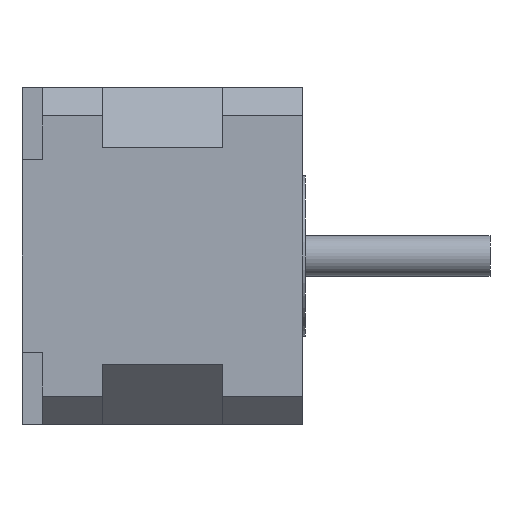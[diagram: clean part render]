
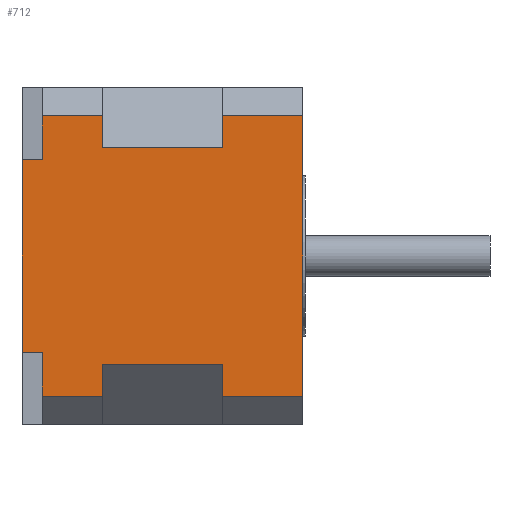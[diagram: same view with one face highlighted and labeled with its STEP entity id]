
A CAD part, left-side view. The second image highlights one B-rep face of the part: STEP entity #712.
In plain terms, the highlighted planar face has unit normal (-1, 0, 0).
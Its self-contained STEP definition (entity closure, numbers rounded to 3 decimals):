
#6 = EDGE_CURVE ( 'NONE', #645, #834, #1444, .T. ) ;
#13 = LINE ( 'NONE', #671, #512 ) ;
#50 = CARTESIAN_POINT ( 'NONE',  ( -21., 35., -12. ) ) ;
#66 = CARTESIAN_POINT ( 'NONE',  ( -21., 10., -17.464 ) ) ;
#74 = ORIENTED_EDGE ( 'NONE', *, *, #171, .F. ) ;
#85 = FACE_OUTER_BOUND ( 'NONE', #545, .T. ) ;
#100 = LINE ( 'NONE', #792, #377 ) ;
#101 = DIRECTION ( 'NONE',  ( 0., 0., 1. ) ) ;
#128 = EDGE_CURVE ( 'NONE', #2047, #1225, #1306, .T. ) ;
#134 = ORIENTED_EDGE ( 'NONE', *, *, #128, .T. ) ;
#171 = EDGE_CURVE ( 'NONE', #1900, #1523, #501, .T. ) ;
#180 = DIRECTION ( 'NONE',  ( 0., 0., 1. ) ) ;
#208 = DIRECTION ( 'NONE',  ( 0., 0., 1. ) ) ;
#209 = ORIENTED_EDGE ( 'NONE', *, *, #998, .F. ) ;
#227 = EDGE_CURVE ( 'NONE', #1129, #702, #1179, .T. ) ;
#281 = CARTESIAN_POINT ( 'NONE',  ( -21., 0., 17.464 ) ) ;
#307 = AXIS2_PLACEMENT_3D ( 'NONE', #1398, #397, #561 ) ;
#316 = DIRECTION ( 'NONE',  ( 0., 0., 1. ) ) ;
#322 = CARTESIAN_POINT ( 'NONE',  ( -21., 32.5, -12. ) ) ;
#347 = VECTOR ( 'NONE', #1839, 1000. ) ;
#357 = LINE ( 'NONE', #1156, #1501 ) ;
#377 = VECTOR ( 'NONE', #316, 1000. ) ;
#397 = DIRECTION ( 'NONE',  ( 1., 0., 0. ) ) ;
#431 = LINE ( 'NONE', #1644, #1286 ) ;
#459 = ORIENTED_EDGE ( 'NONE', *, *, #771, .F. ) ;
#471 = CARTESIAN_POINT ( 'NONE',  ( -21., 32.5, 17.464 ) ) ;
#473 = CARTESIAN_POINT ( 'NONE',  ( -21., 25., 17.464 ) ) ;
#501 = LINE ( 'NONE', #1673, #750 ) ;
#512 = VECTOR ( 'NONE', #1346, 1000. ) ;
#515 = VECTOR ( 'NONE', #737, 1000. ) ;
#545 = EDGE_LOOP ( 'NONE', ( #459, #1394, #785, #1322, #74, #1704, #724, #1623, #598, #1089, #1758, #1383, #1372, #636, #134, #209 ) ) ;
#561 = DIRECTION ( 'NONE',  ( 0., 0., -1. ) ) ;
#598 = ORIENTED_EDGE ( 'NONE', *, *, #1453, .F. ) ;
#628 = EDGE_CURVE ( 'NONE', #2047, #1388, #1506, .T. ) ;
#636 = ORIENTED_EDGE ( 'NONE', *, *, #628, .F. ) ;
#645 = VERTEX_POINT ( 'NONE', #1078 ) ;
#671 = CARTESIAN_POINT ( 'NONE',  ( -21., 10., -17.464 ) ) ;
#675 = VERTEX_POINT ( 'NONE', #1240 ) ;
#687 = CARTESIAN_POINT ( 'NONE',  ( -21., 10., 13.5 ) ) ;
#702 = VERTEX_POINT ( 'NONE', #1722 ) ;
#712 = ADVANCED_FACE ( 'NONE', ( #85 ), #757, .F. ) ;
#724 = ORIENTED_EDGE ( 'NONE', *, *, #1845, .T. ) ;
#737 = DIRECTION ( 'NONE',  ( 0., 1., 0. ) ) ;
#750 = VECTOR ( 'NONE', #1316, 1000. ) ;
#757 = PLANE ( 'NONE',  #307 ) ;
#771 = EDGE_CURVE ( 'NONE', #1193, #1828, #431, .T. ) ;
#774 = DIRECTION ( 'NONE',  ( 0., -1., 0. ) ) ;
#785 = ORIENTED_EDGE ( 'NONE', *, *, #814, .F. ) ;
#792 = CARTESIAN_POINT ( 'NONE',  ( -21., 35., -17.464 ) ) ;
#805 = VERTEX_POINT ( 'NONE', #281 ) ;
#814 = EDGE_CURVE ( 'NONE', #1056, #1709, #100, .T. ) ;
#816 = DIRECTION ( 'NONE',  ( 0., 0., 1. ) ) ;
#828 = VECTOR ( 'NONE', #1266, 1000. ) ;
#834 = VERTEX_POINT ( 'NONE', #1975 ) ;
#839 = CARTESIAN_POINT ( 'NONE',  ( -21., 25., 13.5 ) ) ;
#894 = VECTOR ( 'NONE', #774, 1000. ) ;
#971 = VECTOR ( 'NONE', #180, 1000. ) ;
#988 = DIRECTION ( 'NONE',  ( 0., 1., 0. ) ) ;
#998 = EDGE_CURVE ( 'NONE', #1828, #1225, #357, .T. ) ;
#1011 = LINE ( 'NONE', #2161, #347 ) ;
#1035 = EDGE_CURVE ( 'NONE', #1388, #675, #13, .T. ) ;
#1056 = VERTEX_POINT ( 'NONE', #50 ) ;
#1073 = VECTOR ( 'NONE', #208, 1000. ) ;
#1078 = CARTESIAN_POINT ( 'NONE',  ( -21., 10., -17.464 ) ) ;
#1082 = CARTESIAN_POINT ( 'NONE',  ( -21., 25., -13.5 ) ) ;
#1089 = ORIENTED_EDGE ( 'NONE', *, *, #6, .T. ) ;
#1123 = DIRECTION ( 'NONE',  ( 0., 0., 1. ) ) ;
#1129 = VERTEX_POINT ( 'NONE', #1082 ) ;
#1156 = CARTESIAN_POINT ( 'NONE',  ( -21., 35., 17.464 ) ) ;
#1179 = LINE ( 'NONE', #1531, #1281 ) ;
#1187 = VECTOR ( 'NONE', #101, 1000. ) ;
#1193 = VERTEX_POINT ( 'NONE', #2094 ) ;
#1197 = DIRECTION ( 'NONE',  ( 0., -1., 0. ) ) ;
#1198 = DIRECTION ( 'NONE',  ( 0., -1., 0. ) ) ;
#1209 = LINE ( 'NONE', #1354, #1472 ) ;
#1225 = VERTEX_POINT ( 'NONE', #473 ) ;
#1226 = CARTESIAN_POINT ( 'NONE',  ( -21., 32.5, -12. ) ) ;
#1240 = CARTESIAN_POINT ( 'NONE',  ( -21., 10., 17.464 ) ) ;
#1266 = DIRECTION ( 'NONE',  ( 0., -1., 0. ) ) ;
#1276 = CARTESIAN_POINT ( 'NONE',  ( -21., 25., -17.464 ) ) ;
#1281 = VECTOR ( 'NONE', #1521, 1000. ) ;
#1286 = VECTOR ( 'NONE', #816, 1000. ) ;
#1306 = LINE ( 'NONE', #2147, #2053 ) ;
#1308 = CARTESIAN_POINT ( 'NONE',  ( -21., 25., -17.464 ) ) ;
#1316 = DIRECTION ( 'NONE',  ( 0., 0., 1. ) ) ;
#1322 = ORIENTED_EDGE ( 'NONE', *, *, #1457, .F. ) ;
#1346 = DIRECTION ( 'NONE',  ( 0., 0., 1. ) ) ;
#1354 = CARTESIAN_POINT ( 'NONE',  ( -21., 35., -17.464 ) ) ;
#1371 = LINE ( 'NONE', #1308, #1073 ) ;
#1372 = ORIENTED_EDGE ( 'NONE', *, *, #1035, .F. ) ;
#1383 = ORIENTED_EDGE ( 'NONE', *, *, #1431, .F. ) ;
#1388 = VERTEX_POINT ( 'NONE', #687 ) ;
#1394 = ORIENTED_EDGE ( 'NONE', *, *, #1496, .T. ) ;
#1398 = CARTESIAN_POINT ( 'NONE',  ( -21., 10., -17.464 ) ) ;
#1431 = EDGE_CURVE ( 'NONE', #675, #805, #1011, .T. ) ;
#1444 = LINE ( 'NONE', #66, #828 ) ;
#1453 = EDGE_CURVE ( 'NONE', #645, #702, #2150, .T. ) ;
#1457 = EDGE_CURVE ( 'NONE', #1523, #1056, #1984, .T. ) ;
#1472 = VECTOR ( 'NONE', #1198, 1000. ) ;
#1480 = CARTESIAN_POINT ( 'NONE',  ( -21., 25., 13.5 ) ) ;
#1496 = EDGE_CURVE ( 'NONE', #1193, #1709, #2078, .T. ) ;
#1501 = VECTOR ( 'NONE', #1197, 1000. ) ;
#1506 = LINE ( 'NONE', #839, #894 ) ;
#1517 = CARTESIAN_POINT ( 'NONE',  ( -21., 10., -17.464 ) ) ;
#1521 = DIRECTION ( 'NONE',  ( 0., -1., 0. ) ) ;
#1523 = VERTEX_POINT ( 'NONE', #1226 ) ;
#1531 = CARTESIAN_POINT ( 'NONE',  ( -21., 25., -13.5 ) ) ;
#1538 = VECTOR ( 'NONE', #988, 1000. ) ;
#1610 = LINE ( 'NONE', #2146, #1187 ) ;
#1623 = ORIENTED_EDGE ( 'NONE', *, *, #227, .T. ) ;
#1644 = CARTESIAN_POINT ( 'NONE',  ( -21., 32.5, 17.464 ) ) ;
#1673 = CARTESIAN_POINT ( 'NONE',  ( -21., 32.5, -17.464 ) ) ;
#1704 = ORIENTED_EDGE ( 'NONE', *, *, #2173, .T. ) ;
#1709 = VERTEX_POINT ( 'NONE', #2091 ) ;
#1722 = CARTESIAN_POINT ( 'NONE',  ( -21., 10., -13.5 ) ) ;
#1725 = CARTESIAN_POINT ( 'NONE',  ( -21., 32.5, 12. ) ) ;
#1758 = ORIENTED_EDGE ( 'NONE', *, *, #2068, .T. ) ;
#1828 = VERTEX_POINT ( 'NONE', #471 ) ;
#1839 = DIRECTION ( 'NONE',  ( 0., -1., 0. ) ) ;
#1845 = EDGE_CURVE ( 'NONE', #2080, #1129, #1371, .T. ) ;
#1900 = VERTEX_POINT ( 'NONE', #2024 ) ;
#1975 = CARTESIAN_POINT ( 'NONE',  ( -21., 0., -17.464 ) ) ;
#1984 = LINE ( 'NONE', #322, #1538 ) ;
#2024 = CARTESIAN_POINT ( 'NONE',  ( -21., 32.5, -17.464 ) ) ;
#2047 = VERTEX_POINT ( 'NONE', #1480 ) ;
#2053 = VECTOR ( 'NONE', #1123, 1000. ) ;
#2068 = EDGE_CURVE ( 'NONE', #834, #805, #1610, .T. ) ;
#2078 = LINE ( 'NONE', #1725, #515 ) ;
#2080 = VERTEX_POINT ( 'NONE', #1276 ) ;
#2091 = CARTESIAN_POINT ( 'NONE',  ( -21., 35., 12. ) ) ;
#2094 = CARTESIAN_POINT ( 'NONE',  ( -21., 32.5, 12. ) ) ;
#2146 = CARTESIAN_POINT ( 'NONE',  ( -21., 0., -17.464 ) ) ;
#2147 = CARTESIAN_POINT ( 'NONE',  ( -21., 25., -17.464 ) ) ;
#2150 = LINE ( 'NONE', #1517, #971 ) ;
#2161 = CARTESIAN_POINT ( 'NONE',  ( -21., 10., 17.464 ) ) ;
#2173 = EDGE_CURVE ( 'NONE', #1900, #2080, #1209, .T. ) ;
